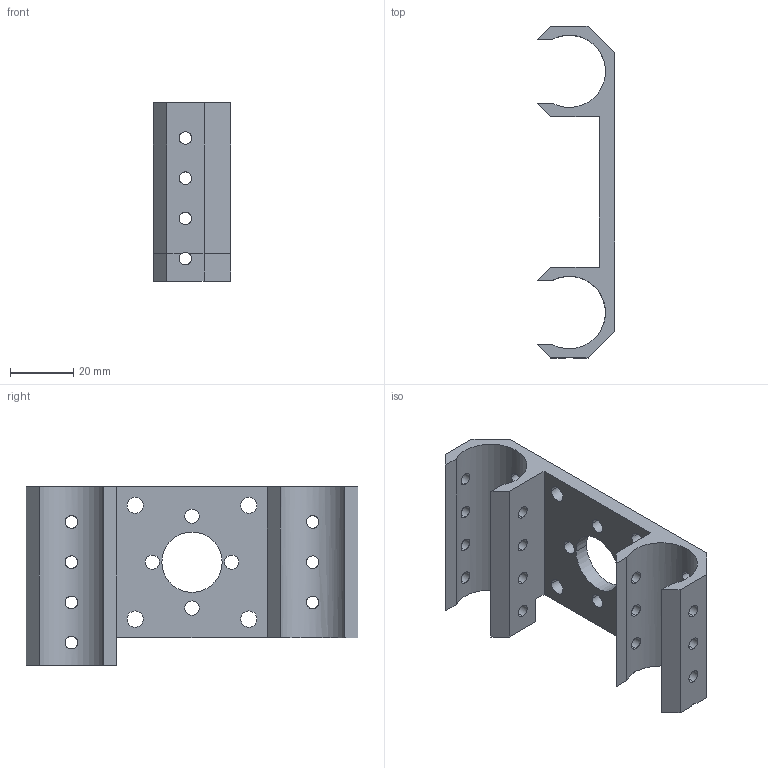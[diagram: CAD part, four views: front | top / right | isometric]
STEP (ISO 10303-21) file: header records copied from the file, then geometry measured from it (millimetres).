
FILE_DESCRIPTION (( 'STEP AP214' ), '1' );
FILE_NAME ('Planetary Mount Double Rail.STEP', '2021-04-13T21:12:14', ( '' ), ( '' ), 'SwSTEP 2.0', 'SolidWorks 2020', '' );
FILE_SCHEMA (( 'AUTOMOTIVE_DESIGN' ));
Length unit declared in the file: inch
Products named in the file (1): Planetary Mount Double Rail
Bounding box: 24.33 x 104.78 x 56.36 mm (x, y, z)
Volume: 31078.9 mm3; surface area: 19383.2 mm2
Topology: 1 solids, 1 shells, 88 faces, 258 edges, 172 vertices
Faces by surface type: cylinder 66, plane 22
Entity records: 4214 total; most frequent: CARTESIAN_POINT 1715, ORIENTED_EDGE 516, DIRECTION 478, EDGE_CURVE 258, AXIS2_PLACEMENT_3D 177, VERTEX_POINT 172, EDGE_LOOP 148, LINE 124
